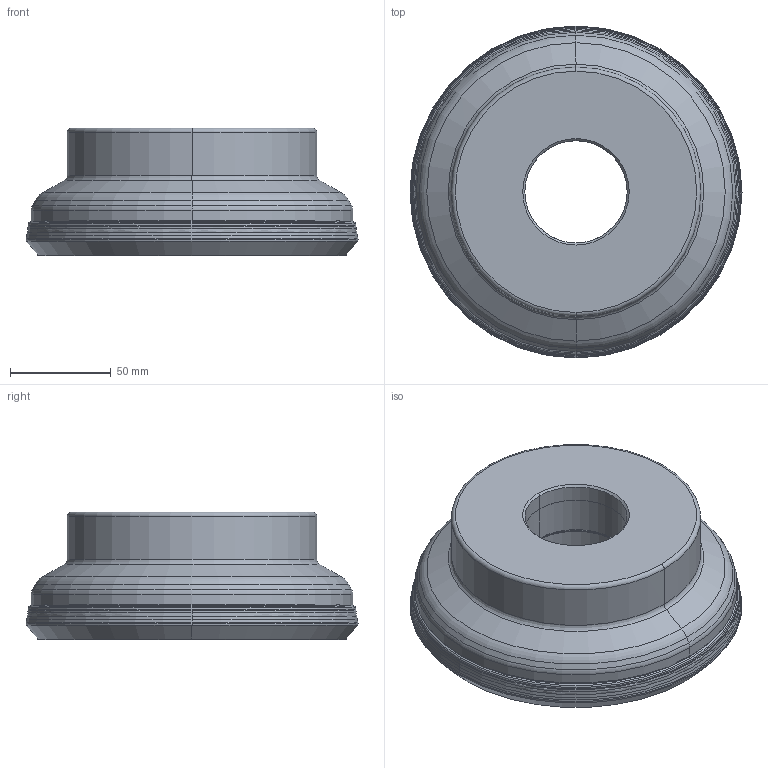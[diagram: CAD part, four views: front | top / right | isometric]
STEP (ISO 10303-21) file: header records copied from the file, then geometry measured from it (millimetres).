
FILE_DESCRIPTION(/* description */ (''),/* implementation_level */ '2;1');
FILE_NAME(/* name */ 'AHX640SUR0610FA_IR0_047.stp',/* time_stamp */ '2021-02-02T08:17:44+09:00',/* author */ (''),/* organization */ (''),/* preprocessor_version */ 'ST-DEVELOPER v16',/* originating_system */ 'SIEMENS PLM Software NX 10.0',/* authorisation */ '');
FILE_SCHEMA (('AUTOMOTIVE_DESIGN { 1 0 10303 214 3 1 1 1 }'));
Length unit declared in the file: millimetre
Products named in the file (1): AHX640SUR0610FA_IR0_047_ASM
Bounding box: 164.95 x 164.95 x 63.5 mm (x, y, z)
Volume: 888576.5 mm3; surface area: 98290.6 mm2
Topology: 2 solids, 2 shells, 208 faces, 539 edges, 411 vertices
Faces by surface type: torus 92, cone 60, revolution 26, cylinder 14, bspline 10, plane 6
Entity records: 7229 total; most frequent: CARTESIAN_POINT 1774, DIRECTION 1262, ORIENTED_EDGE 936, AXIS2_PLACEMENT_3D 571, EDGE_CURVE 468, CIRCLE 388, VERTEX_POINT 266, EDGE_LOOP 214
